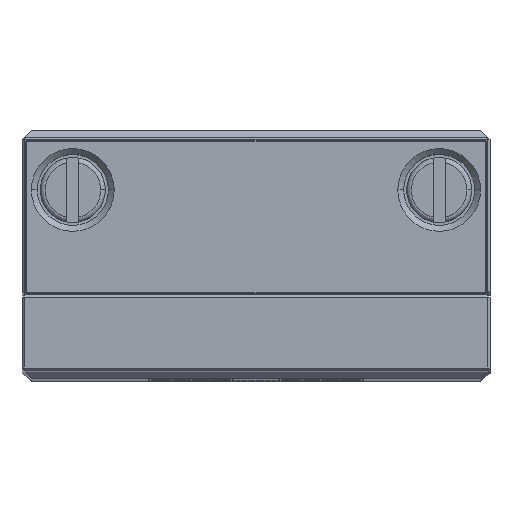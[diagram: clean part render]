
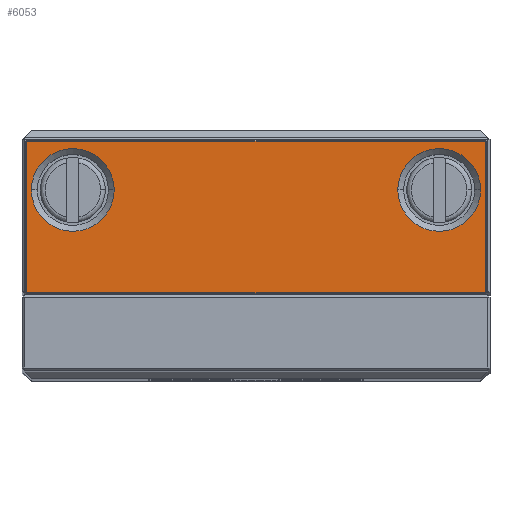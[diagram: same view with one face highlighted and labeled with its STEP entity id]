
A CAD part, top view. The second image highlights one B-rep face of the part: STEP entity #6053.
In plain terms, the highlighted planar face has unit normal (0, 0, 1).
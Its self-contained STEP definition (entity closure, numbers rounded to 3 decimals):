
#4197=FACE_BOUND('',#8948,.T.);
#4198=FACE_BOUND('',#8949,.T.);
#4199=FACE_BOUND('',#8950,.T.);
#4460=PLANE('',#29047);
#6053=ADVANCED_FACE('',(#4197,#4198,#4199),#4460,.T.);
#8948=EDGE_LOOP('',(#15407,#15408,#15409,#15410));
#8949=EDGE_LOOP('',(#15411,#15412));
#8950=EDGE_LOOP('',(#15413,#15414));
#10553=LINE('',#37614,#12924);
#10554=LINE('',#37617,#12925);
#10555=LINE('',#37619,#12926);
#10556=LINE('',#37621,#12927);
#12924=VECTOR('',#31140,1.);
#12925=VECTOR('',#31141,1.);
#12926=VECTOR('',#31142,1.);
#12927=VECTOR('',#31143,1.);
#15407=ORIENTED_EDGE('',*,*,#24741,.T.);
#15408=ORIENTED_EDGE('',*,*,#24742,.T.);
#15409=ORIENTED_EDGE('',*,*,#24743,.T.);
#15410=ORIENTED_EDGE('',*,*,#24744,.T.);
#15411=ORIENTED_EDGE('',*,*,#24671,.T.);
#15412=ORIENTED_EDGE('',*,*,#24740,.T.);
#15413=ORIENTED_EDGE('',*,*,#24675,.T.);
#15414=ORIENTED_EDGE('',*,*,#24739,.T.);
#22391=VERTEX_POINT('',#37350);
#22392=VERTEX_POINT('',#37352);
#22395=VERTEX_POINT('',#37359);
#22396=VERTEX_POINT('',#37361);
#22435=VERTEX_POINT('',#37615);
#22436=VERTEX_POINT('',#37616);
#22437=VERTEX_POINT('',#37618);
#22438=VERTEX_POINT('',#37620);
#24671=EDGE_CURVE('',#22392,#22391,#28231,.T.);
#24675=EDGE_CURVE('',#22396,#22395,#28233,.T.);
#24739=EDGE_CURVE('',#22395,#22396,#28264,.T.);
#24740=EDGE_CURVE('',#22391,#22392,#28265,.T.);
#24741=EDGE_CURVE('',#22435,#22436,#10553,.T.);
#24742=EDGE_CURVE('',#22436,#22437,#10554,.T.);
#24743=EDGE_CURVE('',#22437,#22438,#10555,.T.);
#24744=EDGE_CURVE('',#22438,#22435,#10556,.T.);
#28231=CIRCLE('',#28982,3.5);
#28233=CIRCLE('',#28985,3.5);
#28264=CIRCLE('',#29043,3.5);
#28265=CIRCLE('',#29045,3.5);
#28982=AXIS2_PLACEMENT_3D('',#37351,#30983,#30984);
#28985=AXIS2_PLACEMENT_3D('',#37360,#30991,#30992);
#29043=AXIS2_PLACEMENT_3D('',#37610,#31132,#31133);
#29045=AXIS2_PLACEMENT_3D('',#37612,#31136,#31137);
#29047=AXIS2_PLACEMENT_3D('',#37622,#31144,#31145);
#30983=DIRECTION('',(0.,0.,-1.));
#30984=DIRECTION('',(1.,0.,0.));
#30991=DIRECTION('',(0.,0.,-1.));
#30992=DIRECTION('',(1.,0.,0.));
#31132=DIRECTION('',(0.,0.,-1.));
#31133=DIRECTION('',(1.,0.,0.));
#31136=DIRECTION('',(0.,0.,-1.));
#31137=DIRECTION('',(1.,0.,0.));
#31140=DIRECTION('',(0.,-1.,0.));
#31141=DIRECTION('',(1.,0.,0.));
#31142=DIRECTION('',(0.,1.,0.));
#31143=DIRECTION('',(-1.,0.,0.));
#31144=DIRECTION('',(0.,0.,1.));
#31145=DIRECTION('',(1.,0.,0.));
#37350=CARTESIAN_POINT('',(12.,15.92,97.5));
#37351=CARTESIAN_POINT('',(15.5,15.92,97.5));
#37352=CARTESIAN_POINT('',(19.,15.92,97.5));
#37359=CARTESIAN_POINT('',(-19.,15.92,97.5));
#37360=CARTESIAN_POINT('',(-15.5,15.92,97.5));
#37361=CARTESIAN_POINT('',(-12.,15.92,97.5));
#37610=CARTESIAN_POINT('',(-15.5,15.92,97.5));
#37612=CARTESIAN_POINT('',(15.5,15.92,97.5));
#37614=CARTESIAN_POINT('',(-19.4,7.12,97.5));
#37615=CARTESIAN_POINT('',(-19.4,20.02,97.5));
#37616=CARTESIAN_POINT('',(-19.4,7.22,97.5));
#37617=CARTESIAN_POINT('',(19.5,7.22,97.5));
#37618=CARTESIAN_POINT('',(19.4,7.22,97.5));
#37619=CARTESIAN_POINT('',(19.4,20.12,97.5));
#37620=CARTESIAN_POINT('',(19.4,20.02,97.5));
#37621=CARTESIAN_POINT('',(-19.5,20.02,97.5));
#37622=CARTESIAN_POINT('',(-19.5,7.12,97.5));
